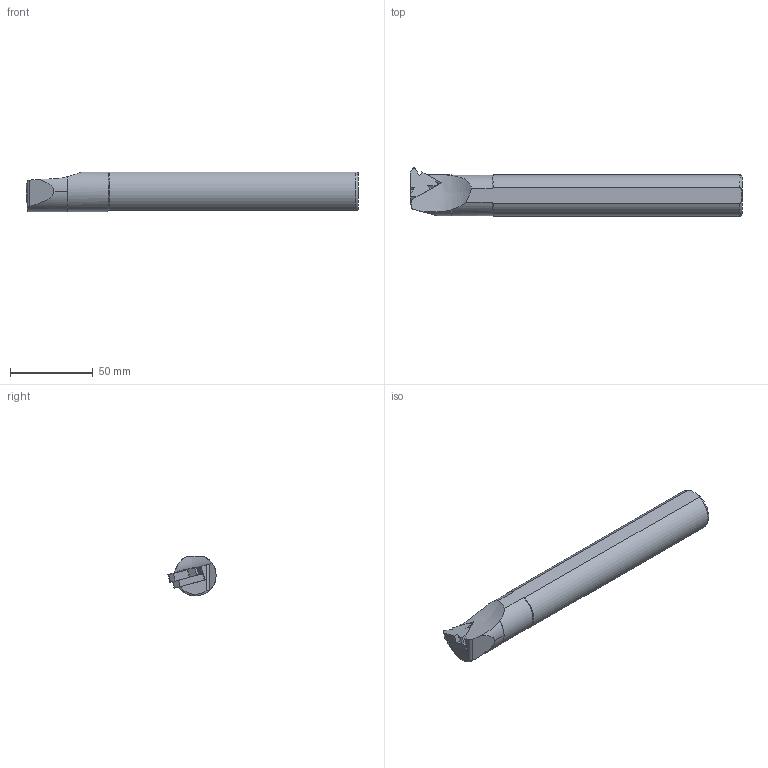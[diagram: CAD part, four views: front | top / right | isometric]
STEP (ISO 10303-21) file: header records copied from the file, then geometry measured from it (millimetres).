
FILE_DESCRIPTION(/* description */ (''),/* implementation_level */ '2;1');
FILE_NAME(/* name */ 'TIL-S25R-22.stp',/* time_stamp */ '2023-10-19T15:53:49+03:00',/* author */ (''),/* organization */ (''),/* preprocessor_version */ 'ST-DEVELOPER v19.4',/* originating_system */ 'SIEMENS PLM Software NX2306.3001',/* authorisation */ '');
FILE_SCHEMA (('AUTOMOTIVE_DESIGN { 1 0 10303 214 3 1 1 1 }'));
Length unit declared in the file: millimetre
Products named in the file (1): model1
Bounding box: 200 x 29.11 x 23.94 mm (x, y, z)
Volume: 91118.8 mm3; surface area: 16806.6 mm2
Topology: 2 solids, 2 shells, 50 faces, 132 edges, 86 vertices
Faces by surface type: plane 33, cylinder 11, cone 4, bspline 1, torus 1
Entity records: 2213 total; most frequent: CARTESIAN_POINT 632, ORIENTED_EDGE 260, DIRECTION 230, EDGE_CURVE 130, VERTEX_POINT 85, LINE 80, VECTOR 80, AXIS2_PLACEMENT_3D 75
